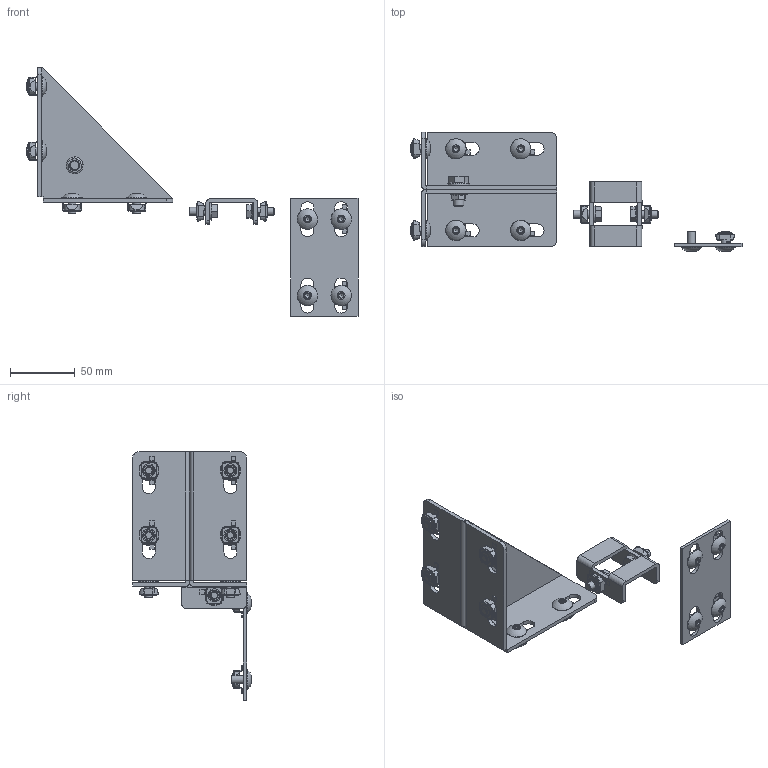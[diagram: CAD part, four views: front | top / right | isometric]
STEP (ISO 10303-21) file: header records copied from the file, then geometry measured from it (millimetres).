
FILE_DESCRIPTION (( 'STEP AP203' ), '1' );
FILE_NAME ('UTK700.step', '2021-06-30T17:21:34', ( 'ADC123' ), ( 'Microsoft' ), 'SwSTEP 2.0', 'SolidWorks 2021', '' );
FILE_SCHEMA (( 'CONFIG_CONTROL_DESIGN' ));
Products named in the file (1): UTK700
Bounding box: 256.23 x 91.7 x 191.85 mm (x, y, z)
Volume: 117147.4 mm3; surface area: 94731.4 mm2
Topology: 32 solids, 44 shells, 2444 faces, 6243 edges, 3912 vertices
Faces by surface type: plane 1836, cylinder 480, bspline 62, cone 54, torus 12
Full cylindrical faces by diameter (mm): 3.9 x12, 4.917 x1, 4.92 x12, 6 x14, 8 x15, 8.2 x12, 10 x12, 12 x2, 13 x1, 13.4 x2, 15.7 x12, 17 x1
Entity records: 72785 total; most frequent: CARTESIAN_POINT 14844, ORIENTED_EDGE 12098, DIRECTION 11820, EDGE_CURVE 6049, LINE 4188, VECTOR 4188, VERTEX_POINT 3872, AXIS2_PLACEMENT_3D 3816
